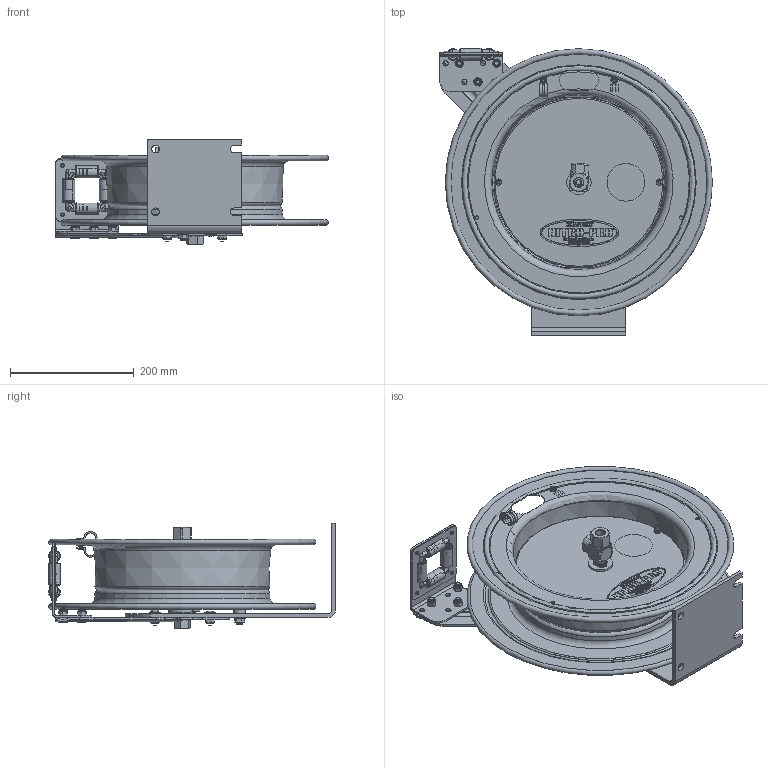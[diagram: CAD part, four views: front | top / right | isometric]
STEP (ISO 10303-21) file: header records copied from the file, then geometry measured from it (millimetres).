
FILE_DESCRIPTION(/* description */ (''),/* implementation_level */ '2;1');
FILE_NAME(/* name */ 'EZ-P-NP-350_SHARED.stp',/* time_stamp */ '2020-04-02T13:48:55-07:00',/* author */ ('NMelton'),/* organization */ (''),/* preprocessor_version */ 'ST-DEVELOPER v17',/* originating_system */ 'Autodesk Inventor 2019',/* authorisation */ '');
FILE_SCHEMA (('AUTOMOTIVE_DESIGN { 1 0 10303 214 3 1 1 }'));
Products named in the file (1): EZ-P-NP-350_SHARED
Bounding box: 441 x 464.08 x 170.69 mm (x, y, z)
Surface area: 1042920.3 mm2 (no closed solid volume)
Topology: 0 solids, 223 shells, 2461 faces, 11363 edges, 8962 vertices
Faces by surface type: plane 1380, cylinder 457, bspline 361, cone 148, torus 75, sphere 40
Full cylindrical faces by diameter (mm): 1.651 x1, 1.905 x1, 2.064 x1, 2.159 x2, 2.381 x1, 3.962 x2, 4.699 x4, 4.826 x6, 5.182 x2, 5.556 x4, 5.588 x5, 6.35 x5, 7.925 x1, 7.938 x3, 8.636 x3, 8.731 x4, 8.89 x1, 11.43 x3, 12.192 x8, 12.7 x2, 14.859 x1, 15.875 x1, 17.882 x1, 19.05 x5, 20.574 x1, 28.575 x1, 39.624 x1, 44.044 x1, 60.96 x1
Entity records: 124813 total; most frequent: CARTESIAN_POINT 37846, ORIENTED_EDGE 16270, DIRECTION 14766, EDGE_CURVE 11318, VERTEX_POINT 8962, LINE 6646, VECTOR 6646, AXIS2_PLACEMENT_3D 4060
